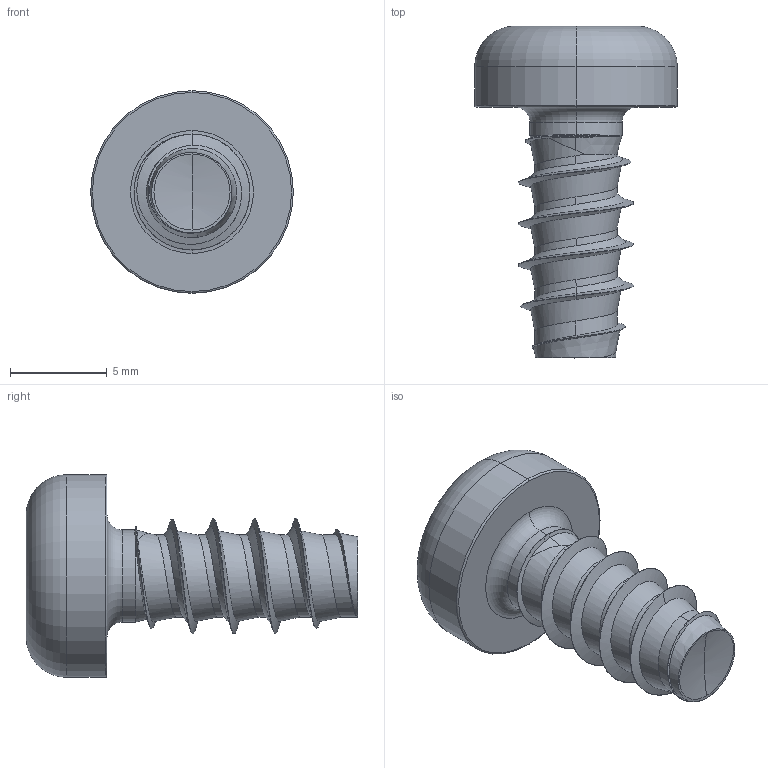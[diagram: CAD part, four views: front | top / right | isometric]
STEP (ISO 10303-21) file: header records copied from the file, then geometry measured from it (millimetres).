
FILE_DESCRIPTION (( 'STEP AP203' ), '1' );
FILE_NAME ('STP420600130.STEP', '2017-08-16T15:21:30', ( '' ), ( '' ), 'SwSTEP 2.0', 'SolidWorks 2015', '' );
FILE_SCHEMA (( 'CONFIG_CONTROL_DESIGN' ));
Length unit declared in the file: millimetre
Products named in the file (1): STP420600130
Bounding box: 10.5 x 17.19 x 10.5 mm (x, y, z)
Volume: 511 mm3; surface area: 598.6 mm2
Topology: 1 solids, 1 shells, 100 faces, 239 edges, 143 vertices
Faces by surface type: cylinder 37, bspline 35, cone 11, torus 10, sphere 4, plane 3
Entity records: 15818 total; most frequent: CARTESIAN_POINT 13749, ORIENTED_EDGE 478, DIRECTION 330, EDGE_CURVE 239, VERTEX_POINT 143, AXIS2_PLACEMENT_3D 139, B_SPLINE_CURVE_WITH_KNOTS 103, EDGE_LOOP 102
